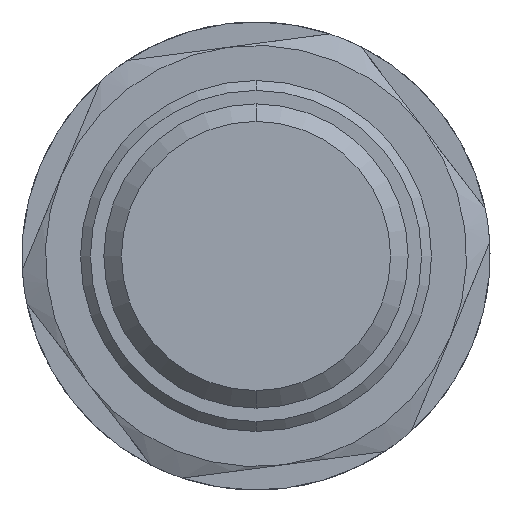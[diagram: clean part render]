
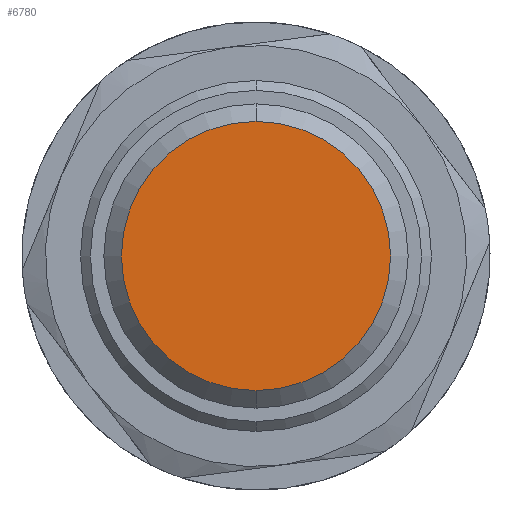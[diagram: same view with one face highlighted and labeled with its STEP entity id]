
A CAD part, left-side view. The second image highlights one B-rep face of the part: STEP entity #6780.
In plain terms, the highlighted face is planar.
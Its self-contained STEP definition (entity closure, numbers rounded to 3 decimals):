
#6767 = EDGE_LOOP ( 'NONE', ( #6776, #6777 ) ) ;
#6776 = ORIENTED_EDGE ( 'NONE', *, *, #6779, .T. ) ;
#6777 = ORIENTED_EDGE ( 'NONE', *, *, #6787, .T. ) ;
#6779 = EDGE_CURVE ( 'NONE', #6785, #6786, #10585, .T. ) ;
#6780 = ADVANCED_FACE ( 'NONE', ( #10580 ), #10579, .T. ) ;
#6785 = VERTEX_POINT ( 'NONE', #10569 ) ;
#6786 = VERTEX_POINT ( 'NONE', #10568 ) ;
#6787 = EDGE_CURVE ( 'NONE', #6786, #6785, #10567, .T. ) ;
#10563 = DIRECTION ( 'NONE',  ( 0., 0., 1. ) ) ;
#10564 = DIRECTION ( 'NONE',  ( 0., 1., 0. ) ) ;
#10565 = CARTESIAN_POINT ( 'NONE',  ( 0., 3.5, 0. ) ) ;
#10566 = AXIS2_PLACEMENT_3D ( 'NONE', #10565, #10564, #10563 ) ;
#10567 = CIRCLE ( 'NONE', #10566, 11.5 ) ;
#10568 = CARTESIAN_POINT ( 'NONE',  ( 0., 3.5, 11.5 ) ) ;
#10569 = CARTESIAN_POINT ( 'NONE',  ( 0., 3.5, -11.5 ) ) ;
#10575 = DIRECTION ( 'NONE',  ( 0., 0., 1. ) ) ;
#10576 = DIRECTION ( 'NONE',  ( 0., 1., 0. ) ) ;
#10577 = CARTESIAN_POINT ( 'NONE',  ( 0., 3.5, 0. ) ) ;
#10578 = AXIS2_PLACEMENT_3D ( 'NONE', #10577, #10576, #10575 ) ;
#10579 = PLANE ( 'NONE',  #10578 ) ;
#10580 = FACE_OUTER_BOUND ( 'NONE', #6767, .T. ) ;
#10581 = DIRECTION ( 'NONE',  ( 0., 0., 1. ) ) ;
#10582 = DIRECTION ( 'NONE',  ( 0., 1., 0. ) ) ;
#10583 = CARTESIAN_POINT ( 'NONE',  ( 0., 3.5, 0. ) ) ;
#10584 = AXIS2_PLACEMENT_3D ( 'NONE', #10583, #10582, #10581 ) ;
#10585 = CIRCLE ( 'NONE', #10584, 11.5 ) ;
